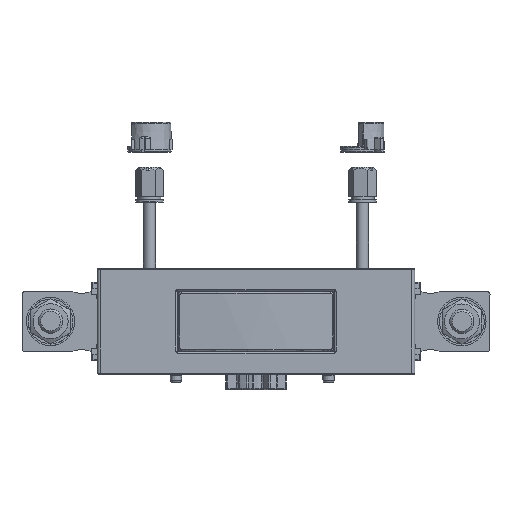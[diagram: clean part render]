
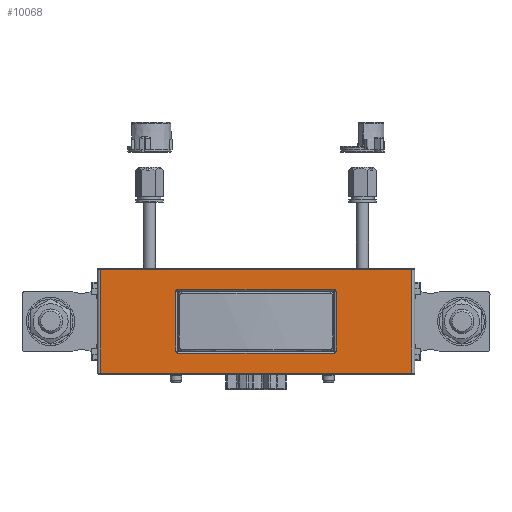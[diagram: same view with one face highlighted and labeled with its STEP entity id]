
A CAD part, top view. The second image highlights one B-rep face of the part: STEP entity #10068.
In plain terms, the highlighted planar face has unit normal (0, 0, 1).
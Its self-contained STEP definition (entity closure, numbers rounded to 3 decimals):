
#594=ELLIPSE('',#38725,0.701,0.7);
#595=ELLIPSE('',#38726,0.701,0.7);
#596=ELLIPSE('',#38727,0.701,0.7);
#597=ELLIPSE('',#38728,0.701,0.7);
#2348=FACE_BOUND('',#14234,.T.);
#2349=FACE_BOUND('',#14235,.T.);
#2732=PLANE('',#38729);
#3765=LINE('',#55038,#6910);
#3778=LINE('',#55162,#6923);
#3820=LINE('',#55374,#6965);
#3822=LINE('',#55377,#6967);
#3824=LINE('',#55386,#6969);
#3825=LINE('',#55391,#6970);
#3826=LINE('',#55395,#6971);
#3827=LINE('',#55399,#6972);
#6910=VECTOR('',#43234,1.);
#6923=VECTOR('',#43277,1.);
#6965=VECTOR('',#43385,1.);
#6967=VECTOR('',#43389,1.);
#6969=VECTOR('',#43393,1.);
#6970=VECTOR('',#43396,1.);
#6971=VECTOR('',#43399,1.);
#6972=VECTOR('',#43402,1.);
#10068=ADVANCED_FACE('',(#2348,#2349),#2732,.T.);
#14234=EDGE_LOOP('',(#18718,#18719,#18720,#18721));
#14235=EDGE_LOOP('',(#18722,#18723,#18724,#18725,#18726,#18727,#18728,#18729));
#18718=ORIENTED_EDGE('',*,*,#32396,.F.);
#18719=ORIENTED_EDGE('',*,*,#32369,.F.);
#18720=ORIENTED_EDGE('',*,*,#32472,.F.);
#18721=ORIENTED_EDGE('',*,*,#32470,.F.);
#18722=ORIENTED_EDGE('',*,*,#32475,.T.);
#18723=ORIENTED_EDGE('',*,*,#32476,.T.);
#18724=ORIENTED_EDGE('',*,*,#32477,.T.);
#18725=ORIENTED_EDGE('',*,*,#32478,.T.);
#18726=ORIENTED_EDGE('',*,*,#32479,.T.);
#18727=ORIENTED_EDGE('',*,*,#32480,.T.);
#18728=ORIENTED_EDGE('',*,*,#32481,.T.);
#18729=ORIENTED_EDGE('',*,*,#32482,.T.);
#28301=VERTEX_POINT('',#54998);
#28304=VERTEX_POINT('',#55037);
#28323=VERTEX_POINT('',#55159);
#28390=VERTEX_POINT('',#55341);
#28393=VERTEX_POINT('',#55387);
#28394=VERTEX_POINT('',#55388);
#28395=VERTEX_POINT('',#55390);
#28396=VERTEX_POINT('',#55392);
#28397=VERTEX_POINT('',#55394);
#28398=VERTEX_POINT('',#55396);
#28399=VERTEX_POINT('',#55398);
#28400=VERTEX_POINT('',#55400);
#32369=EDGE_CURVE('',#28304,#28301,#3765,.T.);
#32396=EDGE_CURVE('',#28301,#28323,#3778,.T.);
#32470=EDGE_CURVE('',#28323,#28390,#3820,.T.);
#32472=EDGE_CURVE('',#28390,#28304,#3822,.T.);
#32475=EDGE_CURVE('',#28393,#28394,#3824,.T.);
#32476=EDGE_CURVE('',#28394,#28395,#594,.T.);
#32477=EDGE_CURVE('',#28395,#28396,#3825,.T.);
#32478=EDGE_CURVE('',#28396,#28397,#595,.T.);
#32479=EDGE_CURVE('',#28397,#28398,#3826,.T.);
#32480=EDGE_CURVE('',#28398,#28399,#596,.T.);
#32481=EDGE_CURVE('',#28399,#28400,#3827,.T.);
#32482=EDGE_CURVE('',#28400,#28393,#597,.T.);
#38725=AXIS2_PLACEMENT_3D('',#55389,#43394,#43395);
#38726=AXIS2_PLACEMENT_3D('',#55393,#43397,#43398);
#38727=AXIS2_PLACEMENT_3D('',#55397,#43400,#43401);
#38728=AXIS2_PLACEMENT_3D('',#55401,#43403,#43404);
#38729=AXIS2_PLACEMENT_3D('',#55402,#43405,#43406);
#43234=DIRECTION('',(0.,-1.,0.));
#43277=DIRECTION('',(-1.,0.,0.));
#43385=DIRECTION('',(0.,1.,0.));
#43389=DIRECTION('',(1.,0.,0.));
#43393=DIRECTION('',(0.,1.,0.));
#43394=DIRECTION('',(0.,0.,-1.));
#43395=DIRECTION('',(-0.707,0.707,0.));
#43396=DIRECTION('',(1.,0.,0.));
#43397=DIRECTION('',(0.,0.,-1.));
#43398=DIRECTION('',(0.707,0.707,0.));
#43399=DIRECTION('',(0.,-1.,0.));
#43400=DIRECTION('',(0.,0.,-1.));
#43401=DIRECTION('',(0.707,-0.707,0.));
#43402=DIRECTION('',(-1.,0.,0.));
#43403=DIRECTION('',(0.,0.,-1.));
#43404=DIRECTION('',(-0.707,-0.707,0.));
#43405=DIRECTION('',(0.,0.,1.));
#43406=DIRECTION('',(1.,0.,0.));
#54998=CARTESIAN_POINT('',(52.715,-17.149,71.086));
#55037=CARTESIAN_POINT('',(52.715,17.149,71.086));
#55038=CARTESIAN_POINT('',(52.715,-8.75,71.086));
#55159=CARTESIAN_POINT('',(-50.285,-17.149,71.094));
#55162=CARTESIAN_POINT('',(1.215,-17.149,71.09));
#55341=CARTESIAN_POINT('',(-50.285,17.149,71.094));
#55374=CARTESIAN_POINT('',(-50.285,8.75,71.094));
#55377=CARTESIAN_POINT('',(1.215,17.149,71.09));
#55386=CARTESIAN_POINT('',(-25.313,9.829,71.092));
#55387=CARTESIAN_POINT('',(-25.313,-9.829,71.092));
#55388=CARTESIAN_POINT('',(-25.313,9.829,71.092));
#55389=CARTESIAN_POINT('',(-24.613,9.828,71.092));
#55390=CARTESIAN_POINT('',(-24.614,10.528,71.092));
#55391=CARTESIAN_POINT('',(27.044,10.528,71.088));
#55392=CARTESIAN_POINT('',(27.044,10.528,71.088));
#55393=CARTESIAN_POINT('',(27.043,9.828,71.088));
#55394=CARTESIAN_POINT('',(27.743,9.829,71.088));
#55395=CARTESIAN_POINT('',(27.743,-9.829,71.088));
#55396=CARTESIAN_POINT('',(27.743,-9.829,71.088));
#55397=CARTESIAN_POINT('',(27.043,-9.828,71.088));
#55398=CARTESIAN_POINT('',(27.044,-10.528,71.088));
#55399=CARTESIAN_POINT('',(27.044,-10.528,71.088));
#55400=CARTESIAN_POINT('',(-24.614,-10.528,71.092));
#55401=CARTESIAN_POINT('',(-24.613,-9.828,71.092));
#55402=CARTESIAN_POINT('',(1.215,0.,71.09));
